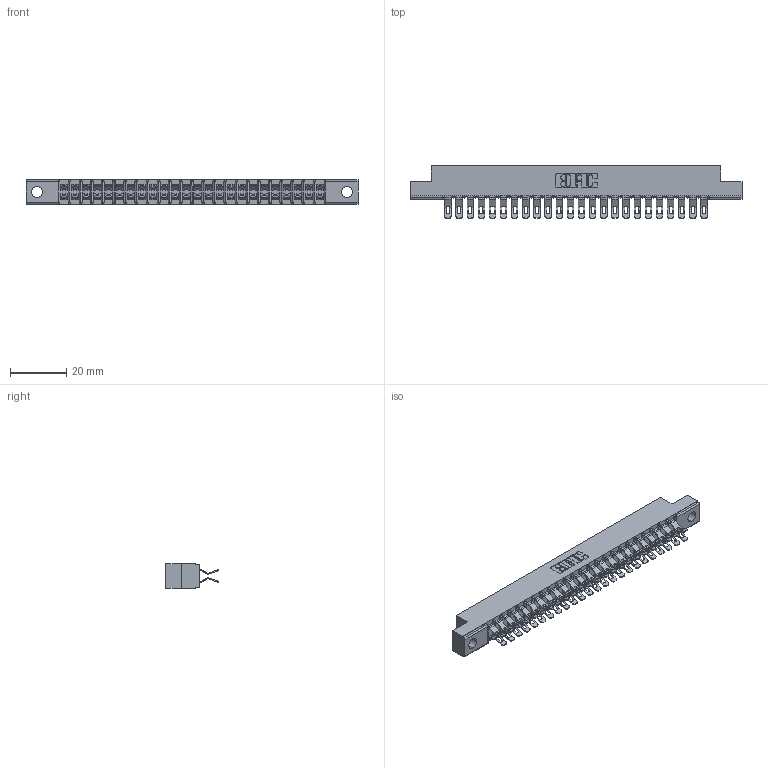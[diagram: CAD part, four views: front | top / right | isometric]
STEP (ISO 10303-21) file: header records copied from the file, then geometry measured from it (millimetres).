
FILE_DESCRIPTION (( 'STEP AP203' ), '1' );
FILE_NAME ('307-048-555-202.STEP', '2019-09-06T10:02:50', ( '' ), ( '' ), 'SwSTEP 2.0', 'SolidWorks 2016', '' );
FILE_SCHEMA (( 'CONFIG_CONTROL_DESIGN' ));
Length unit declared in the file: inch
Products named in the file (3): 307-290-001_555; 307-048-555-202; 307 Part_.128 Dia Mounting Holes
Assembly tree (49 placements, depth 2):
  307-048-555-202
    307 Part_.128 Dia Mounting Holes
    307-290-001_555  x48
Bounding box: 118.11 x 18.75 x 8.71 mm (x, y, z)
Volume: 7780.6 mm3; surface area: 14483.4 mm2
Topology: 49 solids, 49 shells, 3071 faces, 9011 edges, 5874 vertices
Faces by surface type: plane 1702, cylinder 1319, sphere 50
Entity records: 24101 total; most frequent: CARTESIAN_POINT 3952, ORIENTED_EDGE 3916, DIRECTION 3886, EDGE_CURVE 1958, LINE 1482, VECTOR 1482, VERTEX_POINT 1268, AXIS2_PLACEMENT_3D 1202
